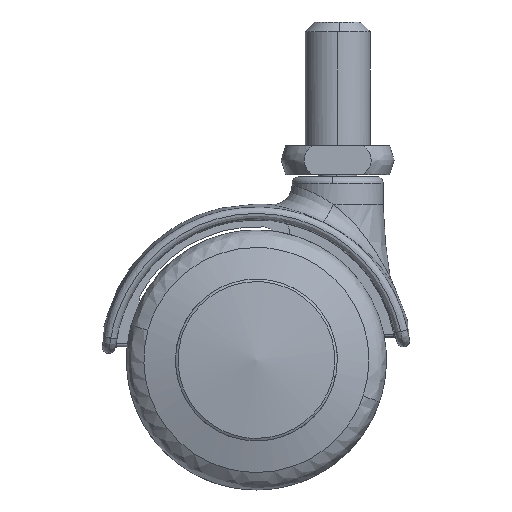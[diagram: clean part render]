
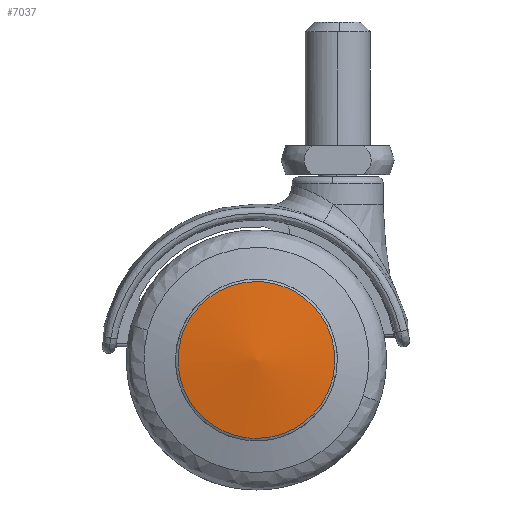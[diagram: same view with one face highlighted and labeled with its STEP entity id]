
A CAD part, front view. The second image highlights one B-rep face of the part: STEP entity #7037.
In plain terms, the highlighted free-form (B-spline) face has degree [2, 2] with [4, 4] control points.
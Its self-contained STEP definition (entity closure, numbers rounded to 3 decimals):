
#5068=CARTESIAN_POINT('',(-11.624,-18.104,3.228));
#5069=VERTEX_POINT('',#5068);
#5083=CARTESIAN_POINT('',(0.0,-18.104,12.064));
#5084=VERTEX_POINT('',#5083);
#5085=CARTESIAN_POINT('',(0.0,-18.104,12.064));
#5086=CARTESIAN_POINT('',(-9.171,-18.104,12.064));
#5087=CARTESIAN_POINT('',(-11.624,-18.104,3.228));
#5095=(BOUNDED_CURVE()B_SPLINE_CURVE(2,(#5085,#5086,#5087),.UNSPECIFIED.,.F.,.U.)B_SPLINE_CURVE_WITH_KNOTS((3,3),(0.0,0.204),.UNSPECIFIED.)CURVE()GEOMETRIC_REPRESENTATION_ITEM()RATIONAL_B_SPLINE_CURVE((1.0,0.761,0.913))REPRESENTATION_ITEM(''));
#5096=EDGE_CURVE('',#5084,#5069,#5095,.T.);
#5098=CARTESIAN_POINT('',(11.79,-18.104,-2.558));
#5099=VERTEX_POINT('',#5098);
#5100=CARTESIAN_POINT('',(11.79,-18.104,-2.558));
#5101=CARTESIAN_POINT('',(12.064,-18.104,-1.294));
#5102=CARTESIAN_POINT('',(12.064,-18.104,0.));
#5103=CARTESIAN_POINT('',(12.064,-18.104,12.064));
#5104=CARTESIAN_POINT('',(0.0,-18.104,12.064));
#5112=(BOUNDED_CURVE()B_SPLINE_CURVE(2,(#5100,#5101,#5102,#5103,#5104),.UNSPECIFIED.,.F.,.U.)B_SPLINE_CURVE_WITH_KNOTS((3,2,3),(0.714,0.75,1.0),.UNSPECIFIED.)CURVE()GEOMETRIC_REPRESENTATION_ITEM()RATIONAL_B_SPLINE_CURVE((0.927,0.957,1.0,0.707,1.0))REPRESENTATION_ITEM(''));
#5113=EDGE_CURVE('',#5099,#5084,#5112,.T.);
#5166=CARTESIAN_POINT('',(0.0,-18.104,-12.064));
#5167=VERTEX_POINT('',#5166);
#5168=CARTESIAN_POINT('',(0.0,-18.104,-12.064));
#5169=CARTESIAN_POINT('',(9.728,-18.104,-12.064));
#5170=CARTESIAN_POINT('',(11.79,-18.104,-2.558));
#5178=(BOUNDED_CURVE()B_SPLINE_CURVE(2,(#5168,#5169,#5170),.UNSPECIFIED.,.F.,.U.)B_SPLINE_CURVE_WITH_KNOTS((3,3),(0.5,0.714),.UNSPECIFIED.)CURVE()GEOMETRIC_REPRESENTATION_ITEM()RATIONAL_B_SPLINE_CURVE((1.0,0.75,0.927))REPRESENTATION_ITEM(''));
#5179=EDGE_CURVE('',#5167,#5099,#5178,.T.);
#5181=CARTESIAN_POINT('',(-11.624,-18.104,3.228));
#5182=CARTESIAN_POINT('',(-12.064,-18.104,1.644));
#5183=CARTESIAN_POINT('',(-12.064,-18.104,0.));
#5184=CARTESIAN_POINT('',(-12.064,-18.104,-12.064));
#5185=CARTESIAN_POINT('',(0.0,-18.104,-12.064));
#5193=(BOUNDED_CURVE()B_SPLINE_CURVE(2,(#5181,#5182,#5183,#5184,#5185),.UNSPECIFIED.,.F.,.U.)B_SPLINE_CURVE_WITH_KNOTS((3,2,3),(0.204,0.25,0.5),.UNSPECIFIED.)CURVE()GEOMETRIC_REPRESENTATION_ITEM()RATIONAL_B_SPLINE_CURVE((0.913,0.947,1.0,0.707,1.0))REPRESENTATION_ITEM(''));
#5194=EDGE_CURVE('',#5069,#5167,#5193,.T.);
#7007=CARTESIAN_POINT('',(-13.021,-16.186,-13.025));
#7008=CARTESIAN_POINT('',(-6.614,-17.816,-13.233));
#7009=CARTESIAN_POINT('',(6.614,-17.816,-13.233));
#7010=CARTESIAN_POINT('',(13.021,-16.186,-13.025));
#7011=CARTESIAN_POINT('',(-13.229,-17.817,-6.616));
#7012=CARTESIAN_POINT('',(-6.721,-19.5,-6.724));
#7013=CARTESIAN_POINT('',(6.722,-19.5,-6.724));
#7014=CARTESIAN_POINT('',(13.229,-17.817,-6.616));
#7015=CARTESIAN_POINT('',(-13.229,-17.817,6.616));
#7016=CARTESIAN_POINT('',(-6.721,-19.5,6.724));
#7017=CARTESIAN_POINT('',(6.722,-19.5,6.724));
#7018=CARTESIAN_POINT('',(13.229,-17.817,6.616));
#7019=CARTESIAN_POINT('',(-13.021,-16.186,13.025));
#7020=CARTESIAN_POINT('',(-6.614,-17.816,13.233));
#7021=CARTESIAN_POINT('',(6.614,-17.816,13.233));
#7022=CARTESIAN_POINT('',(13.021,-16.186,13.025));
#7030=(BOUNDED_SURFACE()B_SPLINE_SURFACE(2,2,((#7007,#7011,#7015,#7019),(#7008,#7012,#7016,#7020),(#7009,#7013,#7017,#7021),(#7010,#7014,#7018,#7022)),.UNSPECIFIED.,.F.,.F.,.U.)B_SPLINE_SURFACE_WITH_KNOTS((3,1,3),(3,1,3),(12.888,25.914,38.939),(12.884,25.914,38.943),.UNSPECIFIED.)GEOMETRIC_REPRESENTATION_ITEM()RATIONAL_B_SPLINE_SURFACE(((1.032,1.016,1.016,1.032),(1.016,1.0,1.0,1.016),(1.016,1.0,1.0,1.016),(1.032,1.016,1.016,1.032)))REPRESENTATION_ITEM('')SURFACE());
#7031=ORIENTED_EDGE('',*,*,#5096,.T.);
#7032=ORIENTED_EDGE('',*,*,#5194,.T.);
#7033=ORIENTED_EDGE('',*,*,#5179,.T.);
#7034=ORIENTED_EDGE('',*,*,#5113,.T.);
#7035=EDGE_LOOP('',(#7031,#7032,#7033,#7034));
#7036=FACE_OUTER_BOUND('',#7035,.T.);
#7037=ADVANCED_FACE('',(#7036),#7030,.T.);
